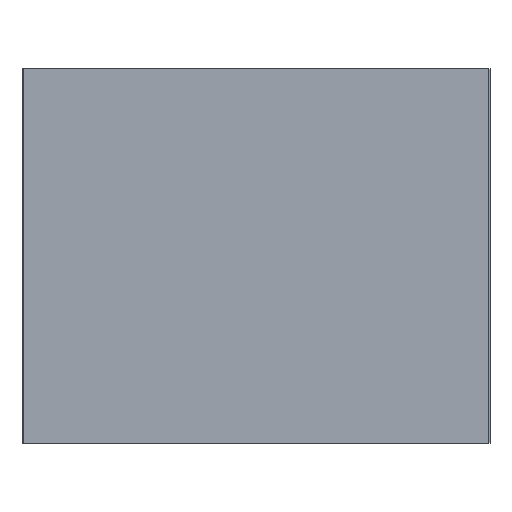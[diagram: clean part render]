
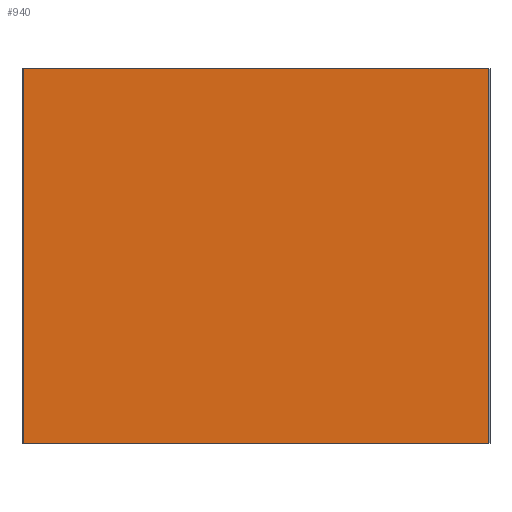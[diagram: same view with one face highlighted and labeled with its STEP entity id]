
A CAD part, left-side view. The second image highlights one B-rep face of the part: STEP entity #940.
In plain terms, the highlighted planar face has unit normal (-1, 0, 0).
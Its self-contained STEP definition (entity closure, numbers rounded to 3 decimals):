
#84=ORIENTED_EDGE('',*,*,#261,.F.);
#85=ORIENTED_EDGE('',*,*,#260,.F.);
#86=ORIENTED_EDGE('',*,*,#262,.T.);
#87=ORIENTED_EDGE('',*,*,#249,.T.);
#249=EDGE_CURVE('',#338,#336,#409,.T.);
#260=EDGE_CURVE('',#345,#344,#420,.T.);
#261=EDGE_CURVE('',#344,#336,#421,.T.);
#262=EDGE_CURVE('',#345,#338,#422,.T.);
#336=VERTEX_POINT('',#1251);
#338=VERTEX_POINT('',#1254);
#344=VERTEX_POINT('',#1271);
#345=VERTEX_POINT('',#1273);
#409=LINE('',#1253,#505);
#420=LINE('',#1274,#516);
#421=LINE('',#1276,#517);
#422=LINE('',#1277,#518);
#505=VECTOR('',#1061,1000.);
#516=VECTOR('',#1076,1000.);
#517=VECTOR('',#1079,1000.);
#518=VECTOR('',#1080,1000.);
#574=EDGE_LOOP('',(#84,#85,#86,#87));
#612=FACE_BOUND('',#574,.T.);
#649=PLANE('',#981);
#940=ADVANCED_FACE('',(#612),#649,.T.);
#981=AXIS2_PLACEMENT_3D('',#1275,#1077,#1078);
#1061=DIRECTION('',(0.,0.,-1.));
#1076=DIRECTION('',(0.,0.,-1.));
#1077=DIRECTION('',(-1.,0.,0.));
#1078=DIRECTION('',(0.,0.,1.));
#1079=DIRECTION('',(0.,1.,0.));
#1080=DIRECTION('',(0.,1.,0.));
#1251=CARTESIAN_POINT('',(-0.502,0.252,-0.203));
#1253=CARTESIAN_POINT('',(-0.502,0.252,0.203));
#1254=CARTESIAN_POINT('',(-0.502,0.252,0.203));
#1271=CARTESIAN_POINT('',(-0.502,-0.252,-0.203));
#1273=CARTESIAN_POINT('',(-0.502,-0.252,0.203));
#1274=CARTESIAN_POINT('',(-0.502,-0.252,0.203));
#1275=CARTESIAN_POINT('',(-0.502,0.252,0.203));
#1276=CARTESIAN_POINT('',(-0.502,0.252,-0.203));
#1277=CARTESIAN_POINT('',(-0.502,0.252,0.203));
